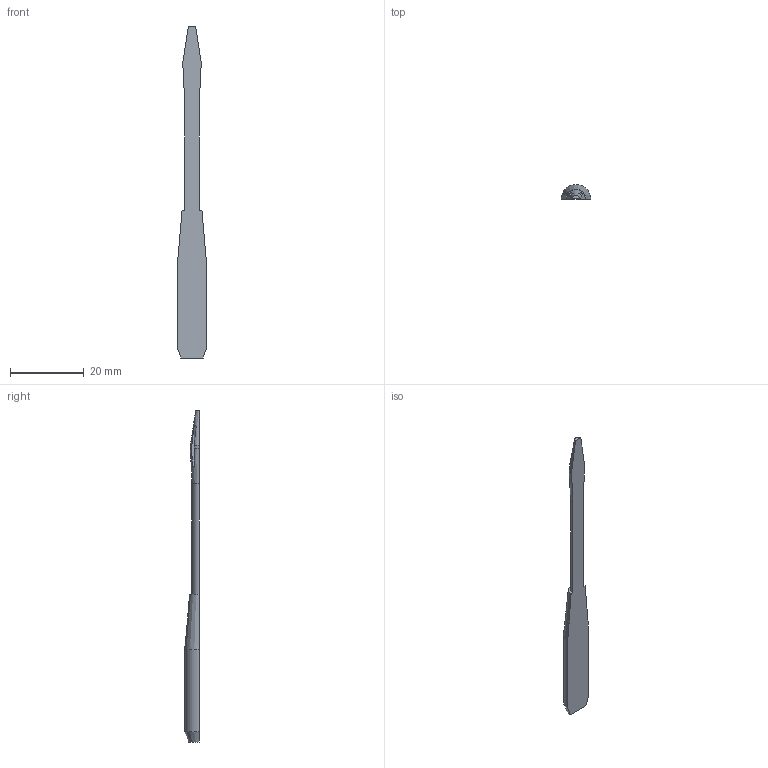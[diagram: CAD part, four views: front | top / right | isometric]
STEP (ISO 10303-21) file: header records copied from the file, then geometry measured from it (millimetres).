
FILE_DESCRIPTION (( 'STEP AP214' ), '1' );
FILE_NAME ('blaster-barrel.step', '2023-07-31T11:01:12', ( '' ), ( '' ), 'SwSTEP 2.0', 'SolidWorks 2020', '' );
FILE_SCHEMA (( 'AUTOMOTIVE_DESIGN' ));
Length unit declared in the file: millimetre
Products named in the file (1): blaster-barrel
Bounding box: 8 x 4 x 90 mm (x, y, z)
Volume: 1184.1 mm3; surface area: 1334.5 mm2
Topology: 1 solids, 1 shells, 23 faces, 63 edges, 42 vertices
Faces by surface type: plane 10, cylinder 6, cone 4, torus 3
Entity records: 822 total; most frequent: CARTESIAN_POINT 213, ORIENTED_EDGE 126, DIRECTION 114, EDGE_CURVE 63, AXIS2_PLACEMENT_3D 43, VERTEX_POINT 42, VECTOR 28, LINE 28
